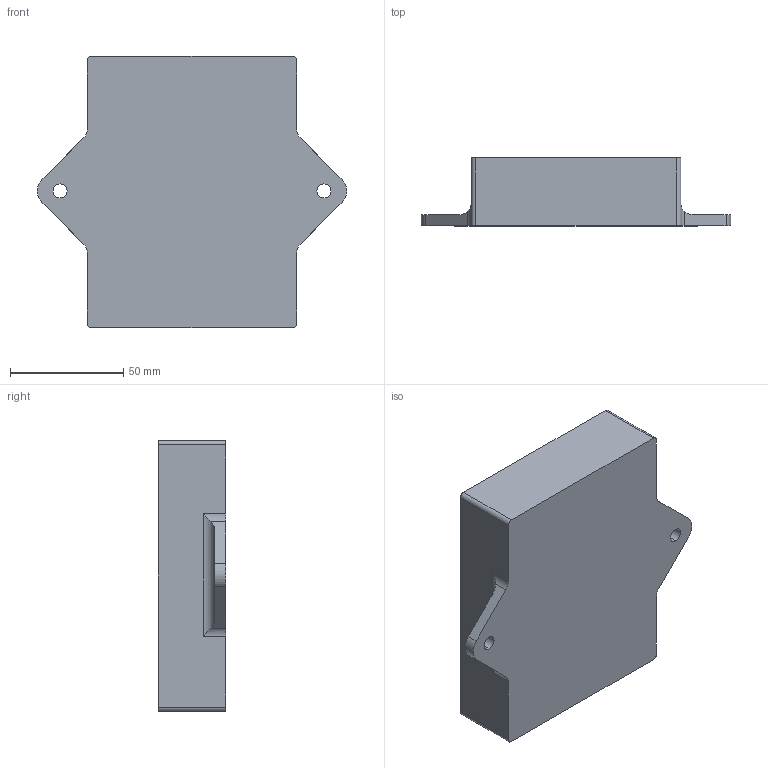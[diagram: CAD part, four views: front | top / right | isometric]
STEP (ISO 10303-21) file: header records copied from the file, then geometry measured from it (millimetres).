
FILE_DESCRIPTION (( 'STEP AP214' ), '1' );
FILE_NAME ('Case_BOT.STEP', '2024-11-26T11:01:16', ( '' ), ( '' ), 'SwSTEP 2.0', 'SolidWorks 2023', '' );
FILE_SCHEMA (( 'AUTOMOTIVE_DESIGN' ));
Length unit declared in the file: millimetre
Products named in the file (1): Case_BOT
Bounding box: 136.73 x 30 x 119.96 mm (x, y, z)
Volume: 68184.1 mm3; surface area: 47065.1 mm2
Topology: 1 solids, 1 shells, 114 faces, 271 edges, 178 vertices
Faces by surface type: cylinder 62, plane 44, torus 8
Entity records: 3382 total; most frequent: CARTESIAN_POINT 625, DIRECTION 609, ORIENTED_EDGE 542, EDGE_CURVE 271, AXIS2_PLACEMENT_3D 240, VERTEX_POINT 178, EDGE_LOOP 139, LINE 129
